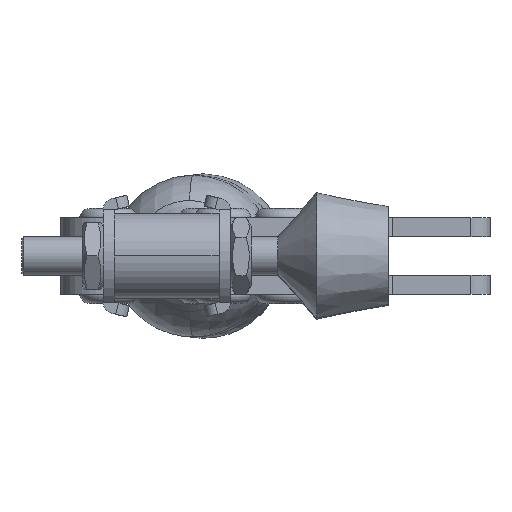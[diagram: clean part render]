
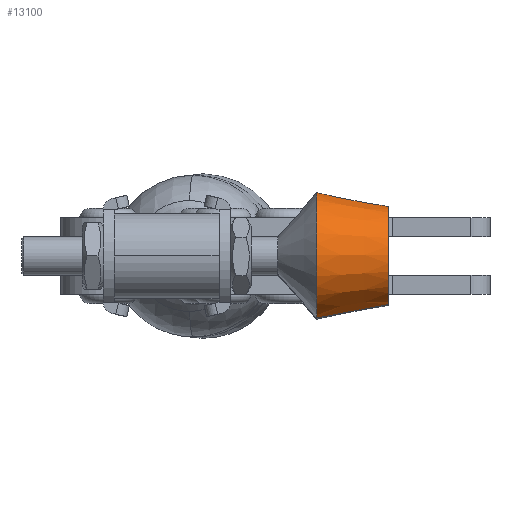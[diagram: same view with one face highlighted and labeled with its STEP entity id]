
A CAD part, left-side view. The second image highlights one B-rep face of the part: STEP entity #13100.
In plain terms, the highlighted conical face has half-angle 11 degrees and reference radius 5.2 mm.
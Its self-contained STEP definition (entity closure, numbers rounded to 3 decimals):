
#2140 = EDGE_CURVE ( 'NONE', #2642, #2654, #7081, .T. ) ;
#2142 = EDGE_CURVE ( 'NONE', #2649, #2656, #7086, .T. ) ;
#2146 = EDGE_CURVE ( 'NONE', #2656, #2654, #7090, .T. ) ;
#2147 = EDGE_CURVE ( 'NONE', #2649, #2642, #7094, .T. ) ;
#2642 = VERTEX_POINT ( 'NONE', #16956 ) ;
#2649 = VERTEX_POINT ( 'NONE', #16962 ) ;
#2654 = VERTEX_POINT ( 'NONE', #16965 ) ;
#2656 = VERTEX_POINT ( 'NONE', #16966 ) ;
#3817 = DIRECTION ( 'NONE',  ( 0., 0., 1. ) ) ;
#3821 = DIRECTION ( 'NONE',  ( 0., 1., 0. ) ) ;
#3822 = CARTESIAN_POINT ( 'NONE',  ( 0., 0., 0. ) ) ;
#4986 = AXIS2_PLACEMENT_3D ( 'NONE', #3822, #3821, #3817 ) ;
#7081 = LINE ( 'NONE', #8953, #7085 ) ;
#7085 = VECTOR ( 'NONE', #8951, 1000. ) ;
#7086 = LINE ( 'NONE', #8957, #7088 ) ;
#7088 = VECTOR ( 'NONE', #8952, 1000. ) ;
#7090 = CIRCLE ( 'NONE', #9414, 6.666 ) ;
#7094 = CIRCLE ( 'NONE', #9415, 5.2 ) ;
#8951 = DIRECTION ( 'NONE',  ( 0., 0.982, -0.191 ) ) ;
#8952 = DIRECTION ( 'NONE',  ( 0., 0.982, 0.191 ) ) ;
#8953 = CARTESIAN_POINT ( 'NONE',  ( 0., 0., -5.2 ) ) ;
#8957 = CARTESIAN_POINT ( 'NONE',  ( 0., 0., 5.2 ) ) ;
#8968 = CARTESIAN_POINT ( 'NONE',  ( 0., 7.544, 0. ) ) ;
#8969 = DIRECTION ( 'NONE',  ( 0., -1., 0. ) ) ;
#8970 = DIRECTION ( 'NONE',  ( 0., 0., -1. ) ) ;
#8973 = CARTESIAN_POINT ( 'NONE',  ( 0., 0., 0. ) ) ;
#8974 = DIRECTION ( 'NONE',  ( 0., -1., 0. ) ) ;
#8975 = DIRECTION ( 'NONE',  ( 0., 0., -1. ) ) ;
#9414 = AXIS2_PLACEMENT_3D ( 'NONE', #8968, #8969, #8970 ) ;
#9415 = AXIS2_PLACEMENT_3D ( 'NONE', #8973, #8974, #8975 ) ;
#11009 = ORIENTED_EDGE ( 'NONE', *, *, #2140, .F. ) ;
#11010 = ORIENTED_EDGE ( 'NONE', *, *, #2147, .F. ) ;
#11011 = ORIENTED_EDGE ( 'NONE', *, *, #2142, .T. ) ;
#11012 = ORIENTED_EDGE ( 'NONE', *, *, #2146, .T. ) ;
#12315 = EDGE_LOOP ( 'NONE', ( #11009, #11010, #11011, #11012 ) ) ;
#13100 = ADVANCED_FACE ( 'NONE', ( #24492 ), #24498, .T. ) ;
#16956 = CARTESIAN_POINT ( 'NONE',  ( 0., 0., -5.2 ) ) ;
#16962 = CARTESIAN_POINT ( 'NONE',  ( 0., 0., 5.2 ) ) ;
#16965 = CARTESIAN_POINT ( 'NONE',  ( 0., 7.544, -6.666 ) ) ;
#16966 = CARTESIAN_POINT ( 'NONE',  ( 0., 7.544, 6.666 ) ) ;
#24492 = FACE_OUTER_BOUND ( 'NONE', #12315, .T. ) ;
#24498 = CONICAL_SURFACE ( 'NONE', #4986, 5.2, 0.192 ) ;
